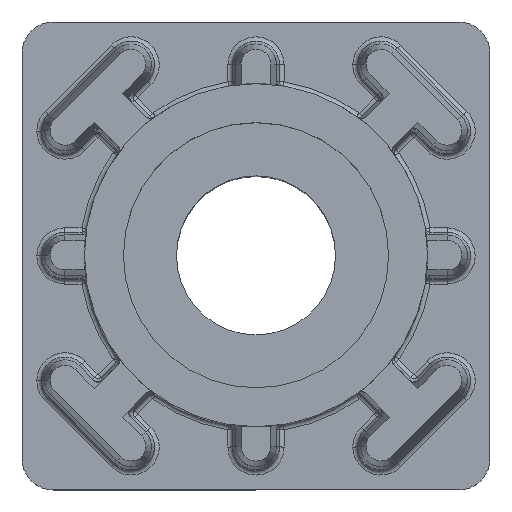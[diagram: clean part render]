
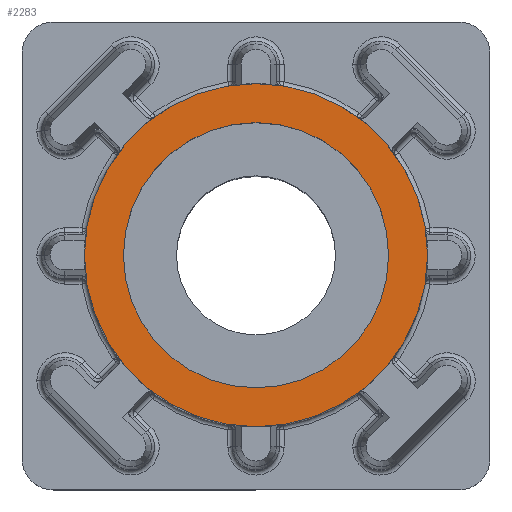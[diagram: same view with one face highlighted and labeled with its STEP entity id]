
A CAD part, top view. The second image highlights one B-rep face of the part: STEP entity #2283.
In plain terms, the highlighted planar face has unit normal (0, 0, 1).
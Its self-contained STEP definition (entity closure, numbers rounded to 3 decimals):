
#65 = DIRECTION ( 'NONE',  ( 1., 0., 0. ) ) ;
#282 = EDGE_CURVE ( 'NONE', #3513, #5097, #4576, .T. ) ;
#396 = ORIENTED_EDGE ( 'NONE', *, *, #8927, .T. ) ;
#496 = DIRECTION ( 'NONE',  ( 1., 0., 0. ) ) ;
#620 = EDGE_LOOP ( 'NONE', ( #396, #6633 ) ) ;
#707 = AXIS2_PLACEMENT_3D ( 'NONE', #5801, #853, #6648 ) ;
#853 = DIRECTION ( 'NONE',  ( 0., 0., 1. ) ) ;
#855 = AXIS2_PLACEMENT_3D ( 'NONE', #4744, #10533, #5600 ) ;
#1335 = CARTESIAN_POINT ( 'NONE',  ( -11., 0., 33. ) ) ;
#1874 = AXIS2_PLACEMENT_3D ( 'NONE', #10392, #5453, #496 ) ;
#2057 = CARTESIAN_POINT ( 'NONE',  ( 8.5, 0., 33. ) ) ;
#2169 = PLANE ( 'NONE',  #6955 ) ;
#2283 = ADVANCED_FACE ( 'NONE', ( #2576, #6980 ), #2169, .T. ) ;
#2576 = FACE_BOUND ( 'NONE', #3617, .T. ) ;
#3019 = ORIENTED_EDGE ( 'NONE', *, *, #6797, .F. ) ;
#3513 = VERTEX_POINT ( 'NONE', #7083 ) ;
#3617 = EDGE_LOOP ( 'NONE', ( #9962, #3019 ) ) ;
#3834 = DIRECTION ( 'NONE',  ( 0., 0., 1. ) ) ;
#4525 = VERTEX_POINT ( 'NONE', #6897 ) ;
#4576 = CIRCLE ( 'NONE', #855, 8.5 ) ;
#4744 = CARTESIAN_POINT ( 'NONE',  ( 0., 0., 33. ) ) ;
#5003 = DIRECTION ( 'NONE',  ( 0., 0., 1. ) ) ;
#5097 = VERTEX_POINT ( 'NONE', #2057 ) ;
#5335 = CIRCLE ( 'NONE', #1874, 8.5 ) ;
#5453 = DIRECTION ( 'NONE',  ( 0., 0., 1. ) ) ;
#5600 = DIRECTION ( 'NONE',  ( 1., 0., 0. ) ) ;
#5801 = CARTESIAN_POINT ( 'NONE',  ( 0., 0., 33. ) ) ;
#6633 = ORIENTED_EDGE ( 'NONE', *, *, #10414, .T. ) ;
#6648 = DIRECTION ( 'NONE',  ( 1., 0., 0. ) ) ;
#6797 = EDGE_CURVE ( 'NONE', #5097, #3513, #5335, .T. ) ;
#6811 = VERTEX_POINT ( 'NONE', #1335 ) ;
#6897 = CARTESIAN_POINT ( 'NONE',  ( 11., 0., 33. ) ) ;
#6955 = AXIS2_PLACEMENT_3D ( 'NONE', #7964, #3834, #9602 ) ;
#6980 = FACE_OUTER_BOUND ( 'NONE', #620, .T. ) ;
#7083 = CARTESIAN_POINT ( 'NONE',  ( -8.5, 0., 33. ) ) ;
#7964 = CARTESIAN_POINT ( 'NONE',  ( 0., 0., 33. ) ) ;
#8763 = CIRCLE ( 'NONE', #707, 11. ) ;
#8927 = EDGE_CURVE ( 'NONE', #6811, #4525, #10192, .T. ) ;
#9579 = AXIS2_PLACEMENT_3D ( 'NONE', #9960, #5003, #65 ) ;
#9602 = DIRECTION ( 'NONE',  ( 1., 0., 0. ) ) ;
#9960 = CARTESIAN_POINT ( 'NONE',  ( 0., 0., 33. ) ) ;
#9962 = ORIENTED_EDGE ( 'NONE', *, *, #282, .F. ) ;
#10192 = CIRCLE ( 'NONE', #9579, 11. ) ;
#10392 = CARTESIAN_POINT ( 'NONE',  ( 0., 0., 33. ) ) ;
#10414 = EDGE_CURVE ( 'NONE', #4525, #6811, #8763, .T. ) ;
#10533 = DIRECTION ( 'NONE',  ( 0., 0., 1. ) ) ;
